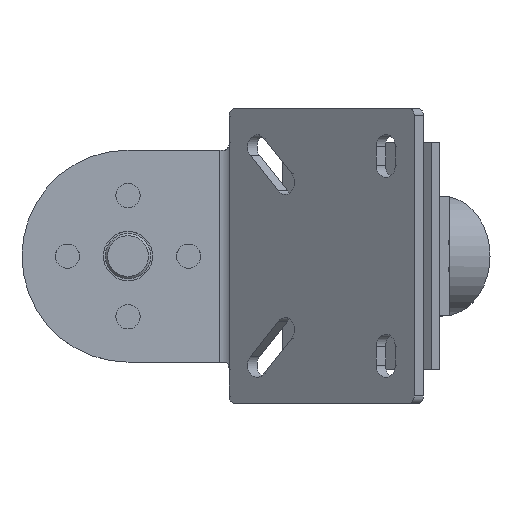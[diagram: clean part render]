
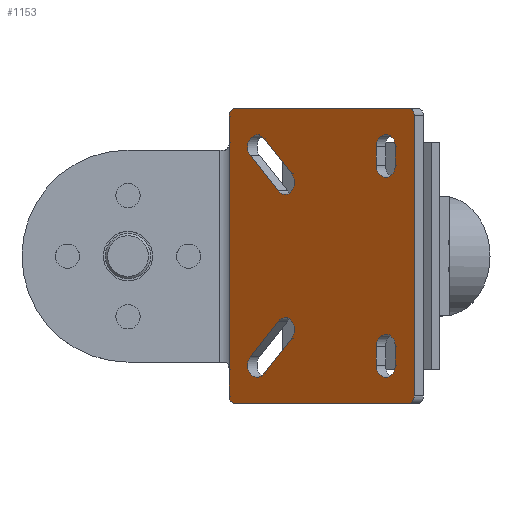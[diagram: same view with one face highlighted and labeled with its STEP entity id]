
A CAD part, top view. The second image highlights one B-rep face of the part: STEP entity #1153.
In plain terms, the highlighted planar face has unit normal (-0.616, 0, 0.788).
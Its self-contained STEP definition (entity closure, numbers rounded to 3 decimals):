
#45=CARTESIAN_POINT('',(37.789,18.5,133.409));
#46=VERTEX_POINT('',#45);
#53=CARTESIAN_POINT('',(37.789,-18.5,133.409));
#54=VERTEX_POINT('',#53);
#55=CARTESIAN_POINT('',(37.789,18.5,133.409));
#56=DIRECTION('',(0.,-1.,0.));
#57=VECTOR('',#56,37.);
#58=LINE('',#55,#57);
#59=EDGE_CURVE('',#46,#54,#58,.T.);
#85=CARTESIAN_POINT('',(14.149,19.5,114.94));
#86=VERTEX_POINT('',#85);
#93=CARTESIAN_POINT('',(37.001,19.5,132.794));
#94=VERTEX_POINT('',#93);
#95=CARTESIAN_POINT('',(14.149,19.5,114.94));
#96=DIRECTION('',(0.788,0.,0.616));
#97=VECTOR('',#96,29.);
#98=LINE('',#95,#97);
#99=EDGE_CURVE('',#86,#94,#98,.T.);
#125=CARTESIAN_POINT('',(13.361,15.,114.324));
#126=VERTEX_POINT('',#125);
#133=CARTESIAN_POINT('',(13.361,18.5,114.324));
#134=VERTEX_POINT('',#133);
#135=CARTESIAN_POINT('',(13.361,15.,114.324));
#136=DIRECTION('',(0.,1.,0.));
#137=VECTOR('',#136,3.5);
#138=LINE('',#135,#137);
#139=EDGE_CURVE('',#126,#134,#138,.T.);
#207=CARTESIAN_POINT('',(13.361,-18.5,114.324));
#208=VERTEX_POINT('',#207);
#215=CARTESIAN_POINT('',(13.361,-15.,114.324));
#216=VERTEX_POINT('',#215);
#217=CARTESIAN_POINT('',(13.361,-18.5,114.324));
#218=DIRECTION('',(0.,1.,0.));
#219=VECTOR('',#218,3.5);
#220=LINE('',#217,#219);
#221=EDGE_CURVE('',#208,#216,#220,.T.);
#247=CARTESIAN_POINT('',(37.001,-19.5,132.794));
#248=VERTEX_POINT('',#247);
#255=CARTESIAN_POINT('',(14.149,-19.5,114.94));
#256=VERTEX_POINT('',#255);
#257=CARTESIAN_POINT('',(37.001,-19.5,132.794));
#258=DIRECTION('',(-0.788,0.,-0.616));
#259=VECTOR('',#258,29.);
#260=LINE('',#257,#259);
#261=EDGE_CURVE('',#248,#256,#260,.T.);
#386=CARTESIAN_POINT('',(19.851,-8.602,119.394));
#387=VERTEX_POINT('',#386);
#394=CARTESIAN_POINT('',(16.173,-13.269,116.521));
#395=VERTEX_POINT('',#394);
#396=CARTESIAN_POINT('',(19.851,-8.602,119.394));
#397=DIRECTION('',(-0.557,-0.707,-0.435));
#398=VECTOR('',#397,6.6);
#399=LINE('',#396,#398);
#400=EDGE_CURVE('',#387,#395,#399,.T.);
#425=CARTESIAN_POINT('',(21.634,-10.864,120.787));
#426=VERTEX_POINT('',#425);
#433=CARTESIAN_POINT('',(20.742,-9.733,120.091));
#434=DIRECTION('',(0.557,-0.707,0.435));
#435=DIRECTION('',(-0.616,0.,0.788));
#436=AXIS2_PLACEMENT_3D('',#433,#435,#434);
#437=CIRCLE('',#436,1.6);
#438=EDGE_CURVE('',#426,#387,#437,.T.);
#457=CARTESIAN_POINT('',(17.956,-15.531,117.914));
#458=VERTEX_POINT('',#457);
#465=CARTESIAN_POINT('',(17.956,-15.531,117.914));
#466=DIRECTION('',(0.557,0.707,0.435));
#467=VECTOR('',#466,6.6);
#468=LINE('',#465,#467);
#469=EDGE_CURVE('',#458,#426,#468,.T.);
#488=CARTESIAN_POINT('',(17.065,-14.4,117.218));
#489=DIRECTION('',(-0.557,0.707,-0.435));
#490=DIRECTION('',(-0.616,0.,0.788));
#491=AXIS2_PLACEMENT_3D('',#488,#490,#489);
#492=CIRCLE('',#491,1.6);
#493=EDGE_CURVE('',#395,#458,#492,.T.);
#514=CARTESIAN_POINT('',(32.785,-11.95,129.5));
#515=VERTEX_POINT('',#514);
#522=CARTESIAN_POINT('',(32.785,-14.45,129.5));
#523=VERTEX_POINT('',#522);
#524=CARTESIAN_POINT('',(32.785,-11.95,129.5));
#525=DIRECTION('',(0.,-1.,0.));
#526=VECTOR('',#525,2.5);
#527=LINE('',#524,#526);
#528=EDGE_CURVE('',#515,#523,#527,.T.);
#553=CARTESIAN_POINT('',(35.307,-11.95,131.47));
#554=VERTEX_POINT('',#553);
#561=CARTESIAN_POINT('',(34.046,-11.95,130.485));
#562=DIRECTION('',(0.788,0.,0.616));
#563=DIRECTION('',(-0.616,0.,0.788));
#564=AXIS2_PLACEMENT_3D('',#561,#563,#562);
#565=CIRCLE('',#564,1.6);
#566=EDGE_CURVE('',#554,#515,#565,.T.);
#585=CARTESIAN_POINT('',(35.307,-14.45,131.47));
#586=VERTEX_POINT('',#585);
#593=CARTESIAN_POINT('',(35.307,-14.45,131.47));
#594=DIRECTION('',(0.,1.,0.));
#595=VECTOR('',#594,2.5);
#596=LINE('',#593,#595);
#597=EDGE_CURVE('',#586,#554,#596,.T.);
#616=CARTESIAN_POINT('',(34.046,-14.45,130.485));
#617=DIRECTION('',(-0.788,0.,-0.616));
#618=DIRECTION('',(-0.616,0.,0.788));
#619=AXIS2_PLACEMENT_3D('',#616,#618,#617);
#620=CIRCLE('',#619,1.6);
#621=EDGE_CURVE('',#523,#586,#620,.T.);
#642=CARTESIAN_POINT('',(35.307,11.95,131.47));
#643=VERTEX_POINT('',#642);
#650=CARTESIAN_POINT('',(35.307,14.45,131.47));
#651=VERTEX_POINT('',#650);
#652=CARTESIAN_POINT('',(35.307,11.95,131.47));
#653=DIRECTION('',(0.,1.,0.));
#654=VECTOR('',#653,2.5);
#655=LINE('',#652,#654);
#656=EDGE_CURVE('',#643,#651,#655,.T.);
#681=CARTESIAN_POINT('',(32.785,11.95,129.5));
#682=VERTEX_POINT('',#681);
#689=CARTESIAN_POINT('',(34.046,11.95,130.485));
#690=DIRECTION('',(-0.788,0.,-0.616));
#691=DIRECTION('',(-0.616,0.,0.788));
#692=AXIS2_PLACEMENT_3D('',#689,#691,#690);
#693=CIRCLE('',#692,1.6);
#694=EDGE_CURVE('',#682,#643,#693,.T.);
#713=CARTESIAN_POINT('',(32.785,14.45,129.5));
#714=VERTEX_POINT('',#713);
#721=CARTESIAN_POINT('',(32.785,14.45,129.5));
#722=DIRECTION('',(0.,-1.,0.));
#723=VECTOR('',#722,2.5);
#724=LINE('',#721,#723);
#725=EDGE_CURVE('',#714,#682,#724,.T.);
#744=CARTESIAN_POINT('',(34.046,14.45,130.485));
#745=DIRECTION('',(0.788,0.,0.616));
#746=DIRECTION('',(-0.616,0.,0.788));
#747=AXIS2_PLACEMENT_3D('',#744,#746,#745);
#748=CIRCLE('',#747,1.6);
#749=EDGE_CURVE('',#651,#714,#748,.T.);
#770=CARTESIAN_POINT('',(21.634,10.864,120.787));
#771=VERTEX_POINT('',#770);
#778=CARTESIAN_POINT('',(17.956,15.531,117.914));
#779=VERTEX_POINT('',#778);
#780=CARTESIAN_POINT('',(21.634,10.864,120.787));
#781=DIRECTION('',(-0.557,0.707,-0.435));
#782=VECTOR('',#781,6.6);
#783=LINE('',#780,#782);
#784=EDGE_CURVE('',#771,#779,#783,.T.);
#809=CARTESIAN_POINT('',(19.851,8.602,119.394));
#810=VERTEX_POINT('',#809);
#817=CARTESIAN_POINT('',(20.742,9.733,120.091));
#818=DIRECTION('',(-0.557,-0.707,-0.435));
#819=DIRECTION('',(-0.616,0.,0.788));
#820=AXIS2_PLACEMENT_3D('',#817,#819,#818);
#821=CIRCLE('',#820,1.6);
#822=EDGE_CURVE('',#810,#771,#821,.T.);
#841=CARTESIAN_POINT('',(16.173,13.269,116.521));
#842=VERTEX_POINT('',#841);
#849=CARTESIAN_POINT('',(16.173,13.269,116.521));
#850=DIRECTION('',(0.557,-0.707,0.435));
#851=VECTOR('',#850,6.6);
#852=LINE('',#849,#851);
#853=EDGE_CURVE('',#842,#810,#852,.T.);
#872=CARTESIAN_POINT('',(17.065,14.4,117.218));
#873=DIRECTION('',(0.557,0.707,0.435));
#874=DIRECTION('',(-0.616,0.,0.788));
#875=AXIS2_PLACEMENT_3D('',#872,#874,#873);
#876=CIRCLE('',#875,1.6);
#877=EDGE_CURVE('',#779,#842,#876,.T.);
#962=CARTESIAN_POINT('',(37.001,18.5,132.794));
#963=DIRECTION('',(0.,1.,0.));
#964=DIRECTION('',(0.616,0.,-0.788));
#965=AXIS2_PLACEMENT_3D('',#962,#964,#963);
#966=CIRCLE('',#965,1.);
#967=EDGE_CURVE('',#94,#46,#966,.T.);
#986=CARTESIAN_POINT('',(14.149,18.5,114.94));
#987=DIRECTION('',(-0.788,0.,-0.616));
#988=DIRECTION('',(0.616,0.,-0.788));
#989=AXIS2_PLACEMENT_3D('',#986,#988,#987);
#990=CIRCLE('',#989,1.);
#991=EDGE_CURVE('',#134,#86,#990,.T.);
#1010=CARTESIAN_POINT('',(14.149,-18.5,114.94));
#1011=DIRECTION('',(0.,-1.,0.));
#1012=DIRECTION('',(0.616,0.,-0.788));
#1013=AXIS2_PLACEMENT_3D('',#1010,#1012,#1011);
#1014=CIRCLE('',#1013,1.);
#1015=EDGE_CURVE('',#256,#208,#1014,.T.);
#1034=CARTESIAN_POINT('',(37.001,-18.5,132.794));
#1035=DIRECTION('',(0.788,0.,0.616));
#1036=DIRECTION('',(0.616,0.,-0.788));
#1037=AXIS2_PLACEMENT_3D('',#1034,#1036,#1035);
#1038=CIRCLE('',#1037,1.);
#1039=EDGE_CURVE('',#54,#248,#1038,.T.);
#1107=CARTESIAN_POINT('',(14.543,0.,115.247));
#1108=DIRECTION('',(0.,1.,0.));
#1109=DIRECTION('',(-0.616,0.,0.788));
#1110=AXIS2_PLACEMENT_3D('',#1107,#1109,#1108);
#1111=PLANE('',#1110);
#1112=ORIENTED_EDGE('',*,*,#221,.F.);
#1113=ORIENTED_EDGE('',*,*,#1015,.F.);
#1114=ORIENTED_EDGE('',*,*,#261,.F.);
#1115=ORIENTED_EDGE('',*,*,#1039,.F.);
#1116=ORIENTED_EDGE('',*,*,#59,.F.);
#1117=ORIENTED_EDGE('',*,*,#967,.F.);
#1118=ORIENTED_EDGE('',*,*,#99,.F.);
#1119=ORIENTED_EDGE('',*,*,#991,.F.);
#1120=ORIENTED_EDGE('',*,*,#139,.F.);
#1121=CARTESIAN_POINT('',(13.361,15.,114.324));
#1122=DIRECTION('',(0.,-1.,0.));
#1123=VECTOR('',#1122,30.);
#1124=LINE('',#1121,#1123);
#1125=EDGE_CURVE('',#126,#216,#1124,.T.);
#1126=ORIENTED_EDGE('',*,*,#1125,.T.);
#1127=EDGE_LOOP('',(#1112,#1113,#1114,#1115,#1116,#1117,#1118,#1119,#1120,#1126));
#1128=FACE_OUTER_BOUND('',#1127,.T.);
#1129=ORIENTED_EDGE('',*,*,#400,.F.);
#1130=ORIENTED_EDGE('',*,*,#438,.F.);
#1131=ORIENTED_EDGE('',*,*,#469,.F.);
#1132=ORIENTED_EDGE('',*,*,#493,.F.);
#1133=EDGE_LOOP('',(#1129,#1130,#1131,#1132));
#1134=FACE_BOUND('',#1133,.T.);
#1135=ORIENTED_EDGE('',*,*,#528,.F.);
#1136=ORIENTED_EDGE('',*,*,#566,.F.);
#1137=ORIENTED_EDGE('',*,*,#597,.F.);
#1138=ORIENTED_EDGE('',*,*,#621,.F.);
#1139=EDGE_LOOP('',(#1135,#1136,#1137,#1138));
#1140=FACE_BOUND('',#1139,.T.);
#1141=ORIENTED_EDGE('',*,*,#656,.F.);
#1142=ORIENTED_EDGE('',*,*,#694,.F.);
#1143=ORIENTED_EDGE('',*,*,#725,.F.);
#1144=ORIENTED_EDGE('',*,*,#749,.F.);
#1145=EDGE_LOOP('',(#1141,#1142,#1143,#1144));
#1146=FACE_BOUND('',#1145,.T.);
#1147=ORIENTED_EDGE('',*,*,#784,.F.);
#1148=ORIENTED_EDGE('',*,*,#822,.F.);
#1149=ORIENTED_EDGE('',*,*,#853,.F.);
#1150=ORIENTED_EDGE('',*,*,#877,.F.);
#1151=EDGE_LOOP('',(#1147,#1148,#1149,#1150));
#1152=FACE_BOUND('',#1151,.T.);
#1153=ADVANCED_FACE('',(#1128,#1134,#1140,#1146,#1152),#1111,.T.);
